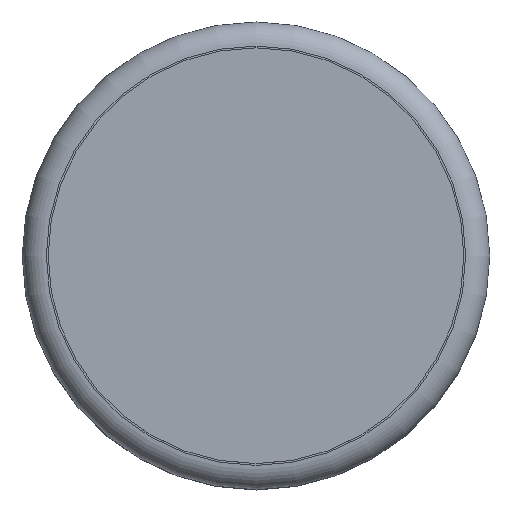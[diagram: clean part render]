
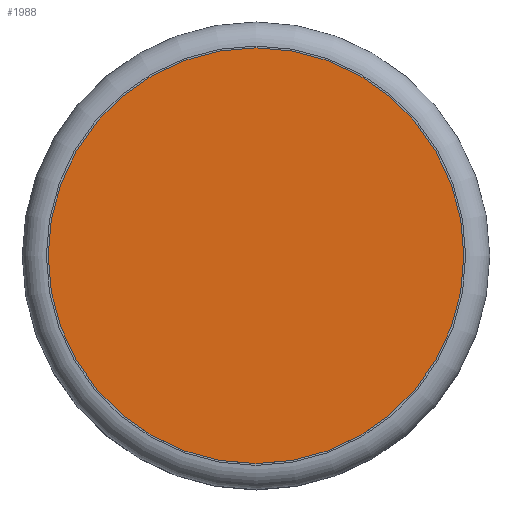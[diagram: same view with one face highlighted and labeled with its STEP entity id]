
A CAD part, top view. The second image highlights one B-rep face of the part: STEP entity #1988.
In plain terms, the highlighted planar face has unit normal (0, 0, 1).
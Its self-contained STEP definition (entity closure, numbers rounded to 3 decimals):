
#89=PLANE('',#2235);
#287=FACE_OUTER_BOUND('',#417,.T.);
#417=EDGE_LOOP('',(#1824));
#764=CIRCLE('',#2234,4.313);
#945=VERTEX_POINT('',#4064);
#1238=EDGE_CURVE('',#945,#945,#764,.T.);
#1824=ORIENTED_EDGE('',*,*,#1238,.F.);
#1988=ADVANCED_FACE('',(#287),#89,.F.);
#2234=AXIS2_PLACEMENT_3D('',#4065,#2836,#2837);
#2235=AXIS2_PLACEMENT_3D('',#4066,#2838,#2839);
#2836=DIRECTION('center_axis',(0.,0.,-1.));
#2837=DIRECTION('ref_axis',(-1.,0.,0.));
#2838=DIRECTION('center_axis',(0.,0.,-1.));
#2839=DIRECTION('ref_axis',(-1.,0.,0.));
#4064=CARTESIAN_POINT('',(4.313,0.,3.45));
#4065=CARTESIAN_POINT('Origin',(0.,0.,3.45));
#4066=CARTESIAN_POINT('Origin',(0.,0.,3.45));
